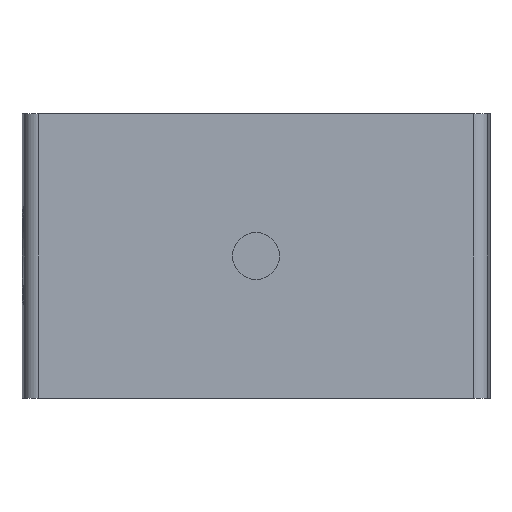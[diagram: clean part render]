
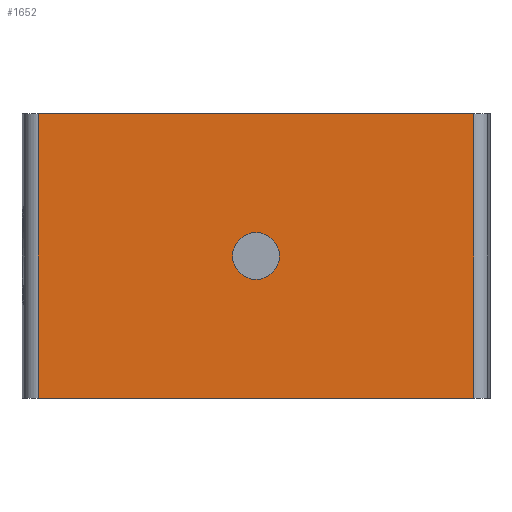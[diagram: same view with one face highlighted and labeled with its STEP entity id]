
A CAD part, left-side view. The second image highlights one B-rep face of the part: STEP entity #1652.
In plain terms, the highlighted planar face has unit normal (-1, 0, 0).
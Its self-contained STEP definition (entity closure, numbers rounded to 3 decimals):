
#36=LINE('',#2564,#158);
#37=LINE('',#2567,#159);
#38=LINE('',#2569,#160);
#39=LINE('',#2571,#161);
#158=VECTOR('',#1995,1000.);
#159=VECTOR('',#1996,1000.);
#160=VECTOR('',#1997,1000.);
#161=VECTOR('',#1998,1000.);
#280=PLANE('',#1772);
#331=ORIENTED_EDGE('',*,*,#795,.F.);
#332=ORIENTED_EDGE('',*,*,#796,.T.);
#333=ORIENTED_EDGE('',*,*,#797,.F.);
#334=ORIENTED_EDGE('',*,*,#798,.F.);
#335=ORIENTED_EDGE('',*,*,#799,.T.);
#795=EDGE_CURVE('',#1027,#1027,#1194,.F.);
#796=EDGE_CURVE('',#1028,#1029,#36,.T.);
#797=EDGE_CURVE('',#1030,#1029,#37,.T.);
#798=EDGE_CURVE('',#1031,#1030,#38,.T.);
#799=EDGE_CURVE('',#1031,#1028,#39,.T.);
#1027=VERTEX_POINT('',#2563);
#1028=VERTEX_POINT('',#2565);
#1029=VERTEX_POINT('',#2566);
#1030=VERTEX_POINT('',#2568);
#1031=VERTEX_POINT('',#2570);
#1194=CIRCLE('',#1773,2.5);
#1302=EDGE_LOOP('',(#331));
#1303=EDGE_LOOP('',(#332,#333,#334,#335));
#1456=FACE_BOUND('',#1302,.T.);
#1457=FACE_BOUND('',#1303,.T.);
#1652=ADVANCED_FACE('',(#1456,#1457),#280,.F.);
#1772=AXIS2_PLACEMENT_3D('',#2561,#1991,#1992);
#1773=AXIS2_PLACEMENT_3D('',#2562,#1993,#1994);
#1991=DIRECTION('',(1.,0.,0.));
#1992=DIRECTION('',(0.,0.,-1.));
#1993=DIRECTION('',(1.,0.,0.));
#1994=DIRECTION('',(0.,0.,-1.));
#1995=DIRECTION('',(0.,-1.,0.));
#1996=DIRECTION('',(0.,0.,-1.));
#1997=DIRECTION('',(0.,-1.,0.));
#1998=DIRECTION('',(0.,0.,-1.));
#2561=CARTESIAN_POINT('',(-69.,48.247,15.2));
#2562=CARTESIAN_POINT('',(-69.,25.,0.));
#2563=CARTESIAN_POINT('',(-69.,25.,-2.5));
#2564=CARTESIAN_POINT('',(-69.,48.247,-15.2));
#2565=CARTESIAN_POINT('',(-69.,48.247,-15.2));
#2566=CARTESIAN_POINT('',(-69.,1.753,-15.2));
#2567=CARTESIAN_POINT('',(-69.,1.753,15.2));
#2568=CARTESIAN_POINT('',(-69.,1.753,15.2));
#2569=CARTESIAN_POINT('',(-69.,48.247,15.2));
#2570=CARTESIAN_POINT('',(-69.,48.247,15.2));
#2571=CARTESIAN_POINT('',(-69.,48.247,15.2));
